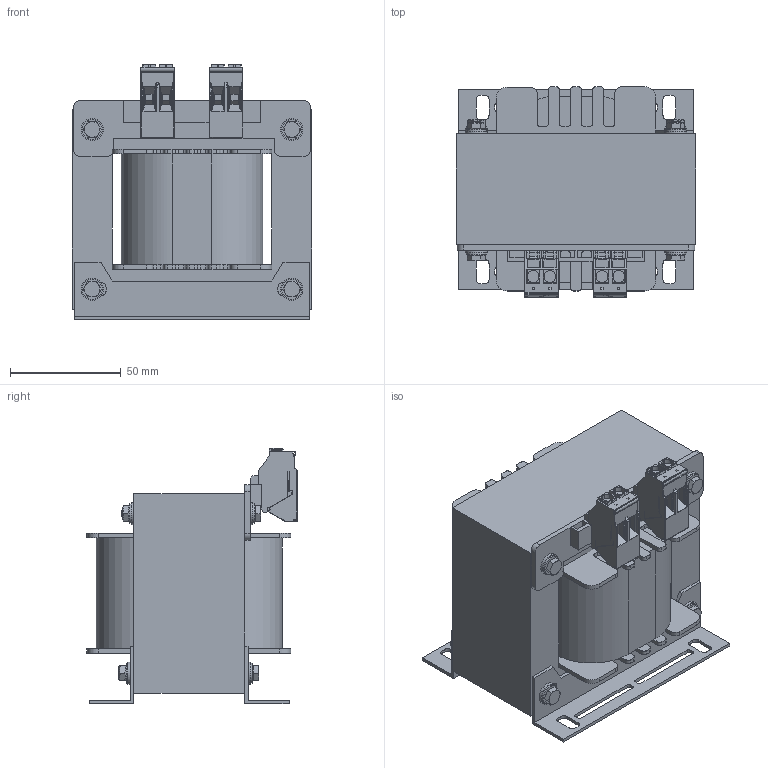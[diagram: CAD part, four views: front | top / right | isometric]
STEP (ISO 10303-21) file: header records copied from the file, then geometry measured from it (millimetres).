
FILE_DESCRIPTION(/* description */ (''),/* implementation_level */ '2;1');
FILE_NAME(/* name */ 'TA001329700.stp',/* time_stamp */ '2022-09-26T08:05:33+02:00',/* author */ ('velazquez'),/* organization */ (''),/* preprocessor_version */ 'ST-DEVELOPER v19.2',/* originating_system */ 'Autodesk Inventor 2023',/* authorisation */ '');
FILE_SCHEMA (('AUTOMOTIVE_DESIGN { 1 0 10303 214 3 1 1 }'));
Products named in the file (11): TA001329700; EI108 x 90 - 50 (RC36); EI108; AF36DIN; centrador M4; DIN 933 - M4  x 60; DIN 125 - A 4,3; DIN 934 - M4; EI 108 X 90 - 50; ficha2faston1223_TKS_4_2; 1223_TKS_4_2 NARANJA
Assembly tree (31 placements, depth 2):
  TA001329700
    EI108 x 90 - 50 (RC36)
    EI108
    AF36DIN  x2
    centrador M4  x8
    DIN 933 - M4  x 60  x4
    DIN 125 - A 4,3  x8
    DIN 934 - M4  x4
    EI 108 X 90 - 50
    ficha2faston1223_TKS_4_2
    1223_TKS_4_2 NARANJA
Bounding box: 108 x 94.9 x 115.26 mm (x, y, z)
Volume: 587460.4 mm3; surface area: 131594.1 mm2
Topology: 31 solids, 31 shells, 3835 faces, 10618 edges, 6914 vertices
Faces by surface type: plane 3043, cylinder 550, bspline 106, torus 84, cone 48, sphere 4
Full cylindrical faces by diameter (mm): 3.242 x4, 3.621 x4, 4 x12, 4.3 x8, 4.9 x8, 5.6 x6, 5.9 x4, 9 x8, 10 x8
Entity records: 120635 total; most frequent: CARTESIAN_POINT 24978, ORIENTED_EDGE 20196, DIRECTION 18179, EDGE_CURVE 10098, LINE 8801, VECTOR 8801, VERTEX_POINT 6586, AXIS2_PLACEMENT_3D 4689
